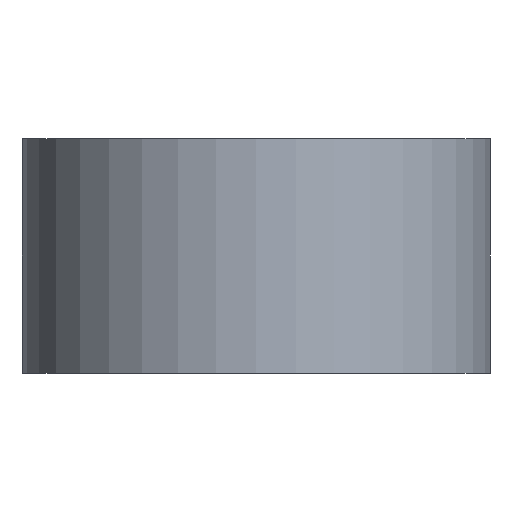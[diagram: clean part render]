
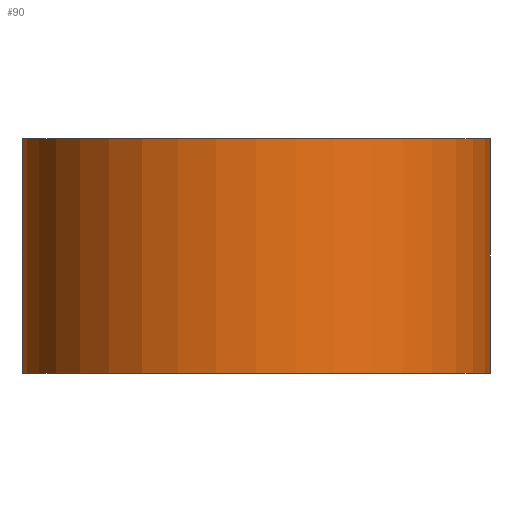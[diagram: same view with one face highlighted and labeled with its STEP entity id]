
A CAD part, front view. The second image highlights one B-rep face of the part: STEP entity #90.
In plain terms, the highlighted cylindrical face has radius 5 mm (diameter 10 mm), a partial arc.
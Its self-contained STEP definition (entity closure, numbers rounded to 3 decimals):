
#32 = VERTEX_POINT('',#33);
#33 = CARTESIAN_POINT('',(1.25,-14.809,2.5));
#39 = EDGE_CURVE('',#40,#32,#42,.T.);
#40 = VERTEX_POINT('',#41);
#41 = CARTESIAN_POINT('',(1.25,-14.809,-2.5));
#42 = LINE('',#43,#44);
#43 = CARTESIAN_POINT('',(1.25,-14.809,-2.5));
#44 = VECTOR('',#45,1.);
#45 = DIRECTION('',(0.,0.,1.));
#90 = ADVANCED_FACE('',(#91),#118,.T.);
#91 = FACE_BOUND('',#92,.F.);
#92 = EDGE_LOOP('',(#93,#103,#110,#111));
#93 = ORIENTED_EDGE('',*,*,#94,.T.);
#94 = EDGE_CURVE('',#95,#97,#99,.T.);
#95 = VERTEX_POINT('',#96);
#96 = CARTESIAN_POINT('',(-1.25,-14.809,-2.5));
#97 = VERTEX_POINT('',#98);
#98 = CARTESIAN_POINT('',(-1.25,-14.809,2.5));
#99 = LINE('',#100,#101);
#100 = CARTESIAN_POINT('',(-1.25,-14.809,-2.5));
#101 = VECTOR('',#102,1.);
#102 = DIRECTION('',(0.,0.,1.));
#103 = ORIENTED_EDGE('',*,*,#104,.T.);
#104 = EDGE_CURVE('',#97,#32,#105,.T.);
#105 = CIRCLE('',#106,5.);
#106 = AXIS2_PLACEMENT_3D('',#107,#108,#109);
#107 = CARTESIAN_POINT('',(0.,-19.65,2.5));
#108 = DIRECTION('',(0.,0.,1.));
#109 = DIRECTION('',(1.,0.,0.));
#110 = ORIENTED_EDGE('',*,*,#39,.F.);
#111 = ORIENTED_EDGE('',*,*,#112,.F.);
#112 = EDGE_CURVE('',#95,#40,#113,.T.);
#113 = CIRCLE('',#114,5.);
#114 = AXIS2_PLACEMENT_3D('',#115,#116,#117);
#115 = CARTESIAN_POINT('',(0.,-19.65,-2.5));
#116 = DIRECTION('',(0.,0.,1.));
#117 = DIRECTION('',(1.,0.,0.));
#118 = CYLINDRICAL_SURFACE('',#119,5.);
#119 = AXIS2_PLACEMENT_3D('',#120,#121,#122);
#120 = CARTESIAN_POINT('',(0.,-19.65,-2.5));
#121 = DIRECTION('',(-0.,-0.,-1.));
#122 = DIRECTION('',(1.,0.,0.));
